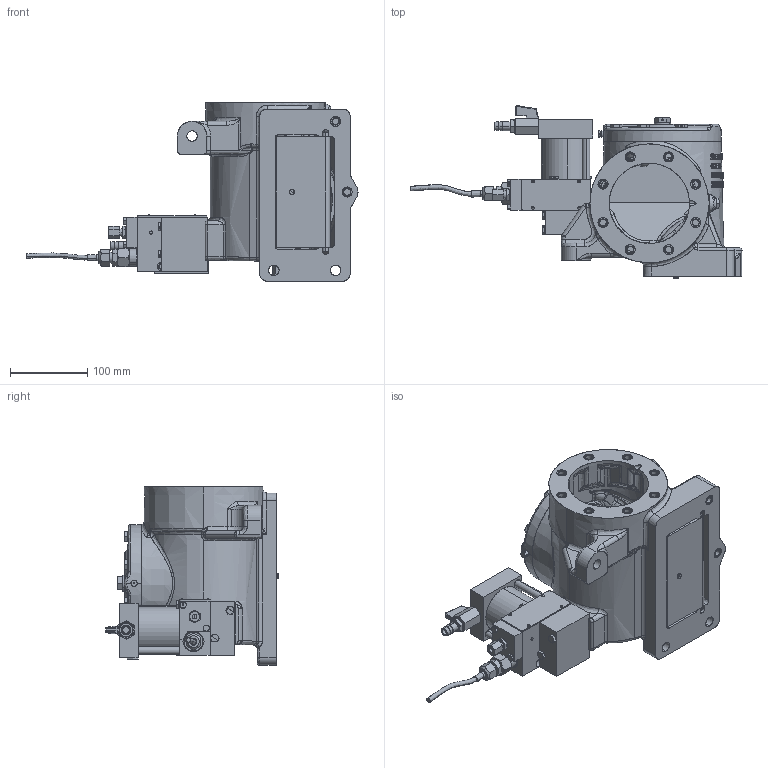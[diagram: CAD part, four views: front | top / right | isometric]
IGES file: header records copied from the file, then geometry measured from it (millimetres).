
Start section: SolidWorks IGES file using analytic representation for surfaces
Global section: file name: GL80SE-RK_252541.IGS; native system: SolidWorks 2010; preprocessor: SolidWorks 2010; author: LarsenR; date: 130918.104432; units: millimetre
Bounding box: 430.11 x 224.04 x 231 mm (x, y, z)
Surface area: 379660.7 mm2 (no closed solid volume)
Topology: 0 solids, 0 shells, 1671 faces, 29123 edges, 29061 vertices
Faces by surface type: bspline 1133, revolution 538
